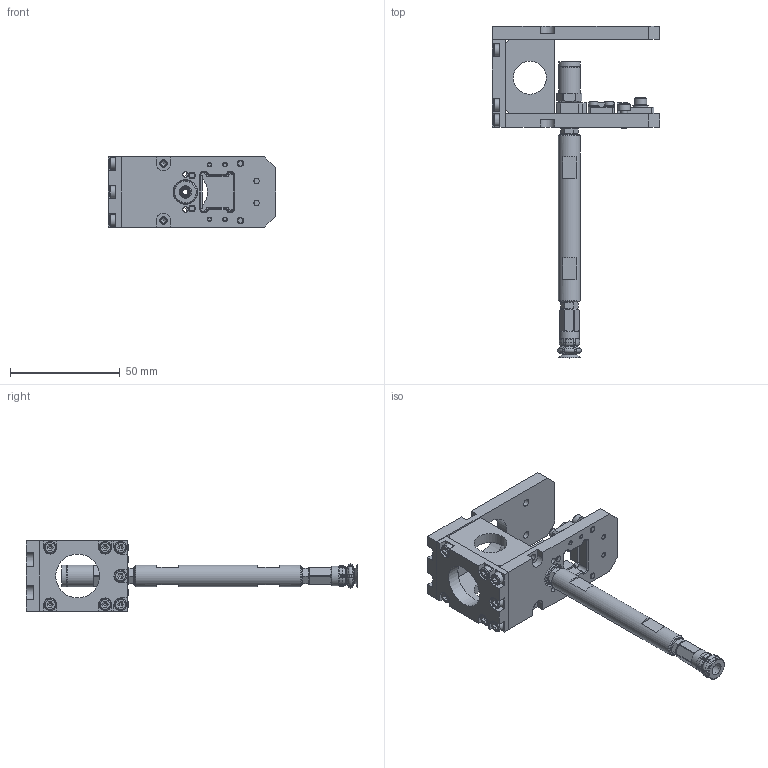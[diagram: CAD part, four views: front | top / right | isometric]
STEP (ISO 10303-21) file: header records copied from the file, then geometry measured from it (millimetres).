
FILE_DESCRIPTION(/* description */ (''),/* implementation_level */ '2;1');
FILE_NAME(/* name */ 'SuctionTool_phi10.step',/* time_stamp */ '2018-09-29T15:34:32+09:00',/* author */ ('chisato.nakashima'),/* organization */ (''),/* preprocessor_version */ 'ST-DEVELOPER v17.2',/* originating_system */ 'Autodesk Translation Framework v7.6.0.251',/* authorisation */ '');
FILE_SCHEMA (('AUTOMOTIVE_DESIGN { 1 0 10303 214 3 1 1 }'));
Length unit declared in the file: millimetre
Products named in the file (27): SuctionTool_phi10; エンドエフェクタ取付けフランジ(
バキューム無し) (1); ハンドベースプレート(バキューム無し); 真空パッド取付けプレート(1)(バキューム無し)
 (1); 真空パッド取付けプレート(1)(バキューム無し); 六角穴付きボルト(M3x8)(バキューム無し); 真空パッド取付けプレート(2)(バキューム無し)
 (1); 真空パッド取付けプレート(2)(バキューム無し); 真空パッド取付けリブ(バキューム無し); 真空パッド取付けブラケット(バキューム無し)
 (1); 真空パッド取付けブラケット(バキューム無し); schmalz_10_08_02_00201_86c9t2kgr1fqsszg6td6etoc2(バキューム無し); schmalz_10_01_06_03568_1faz1u7osdxv7capvb285z776(バキューム無し); 真空パッド延長パイプ(バキューム無し); MNPLN(バキューム無し); ARTCAM-022MINI(バキューム無し); カメラ固定用プレート(1)(バキューム無し)
 (1); カメラ固定用プレート(1)(バキューム無し); UTSMA2-15-10(ウレタンシート)(バキューム無し); 六角穴付きボルト(座金ワッシャ付き_
M3x10)(バキューム無し); カメラ固定用プレート(2)(バキューム無し)
 (1); カメラ固定用プレート(2)(バキューム無し); UTSMA1-10-10(ウレタンシート)(バキューム無し); 六角穴付きボルト(座金ワッシャ付き_
M2x10)(バキューム無し); 六角穴付きボルト(M2x10)(バキューム無し); ばね座金(M2)(バキューム無し); ワッシャ(M2)(バキューム無し)
Assembly tree (42 placements, depth 4):
  SuctionTool_phi10
    エンドエフェクタ取付けフランジ(
バキューム無し) (1)
      ハンドベースプレート(バキューム無し)
      六角穴付きボルト(M3x8)(バキューム無し)  x4
    真空パッド取付けプレート(1)(バキューム無し)
 (1)
      真空パッド取付けプレート(1)(バキューム無し)
      六角穴付きボルト(M3x8)(バキューム無し)  x7
    真空パッド取付けプレート(2)(バキューム無し)
 (1)
      真空パッド取付けプレート(2)(バキューム無し)
    真空パッド取付けリブ(バキューム無し)  x2
    真空パッド取付けブラケット(バキューム無し)
 (1)
      真空パッド取付けブラケット(バキューム無し)
      schmalz_10_08_02_00201_86c9t2kgr1fqsszg6td6etoc2(バキューム無し)
      MNPLN(バキューム無し)  x2
      schmalz_10_01_06_03568_1faz1u7osdxv7capvb285z776(バキューム無し)
      真空パッド延長パイプ(バキューム無し)
      UTSMA2-15-10(ウレタンシート)(バキューム無し)
    ARTCAM-022MINI(バキューム無し)
    カメラ固定用プレート(1)(バキューム無し)
 (1)
      カメラ固定用プレート(1)(バキューム無し)
      UTSMA2-15-10(ウレタンシート)(バキューム無し)
      六角穴付きボルト(座金ワッシャ付き_
M3x10)(バキューム無し)  x2
    カメラ固定用プレート(2)(バキューム無し)
 (1)  x2
      カメラ固定用プレート(2)(バキューム無し)
      UTSMA1-10-10(ウレタンシート)(バキューム無し)
      六角穴付きボルト(座金ワッシャ付き_
M2x10)(バキューム無し)
        六角穴付きボルト(M2x10)(バキューム無し)
        ばね座金(M2)(バキューム無し)
        ワッシャ(M2)(バキューム無し)
Bounding box: 76 x 151.04 x 32 mm (x, y, z)
Volume: 45254.1 mm3; surface area: 34301.4 mm2
Topology: 50 solids, 50 shells, 1101 faces, 2803 edges, 1870 vertices
Faces by surface type: plane 645, cylinder 189, cone 156, bspline 72, torus 39
Full cylindrical faces by diameter (mm): 1.6 x4, 2 x4, 2.2 x6, 2.5 x20, 2.6 x2, 3 x13, 3.1 x1, 3.3 x4, 3.4 x15, 3.8 x4, 4.02 x1, 4.2 x4, 4.5 x4, 5 x9, 5.5 x17, 5.6 x1, 5.8 x1, 6 x1, 6.5 x2, 7 x2, 7.02 x1, 7.2 x1, 7.5 x1, 7.8 x4, 8 x1, 8.3 x1, 9 x1, 9.9 x2, 10 x2, 10.1 x1
Entity records: 25750 total; most frequent: CARTESIAN_POINT 8071, ORIENTED_EDGE 3486, DIRECTION 3460, EDGE_CURVE 1743, AXIS2_PLACEMENT_3D 1288, VERTEX_POINT 1152, LINE 884, VECTOR 884
